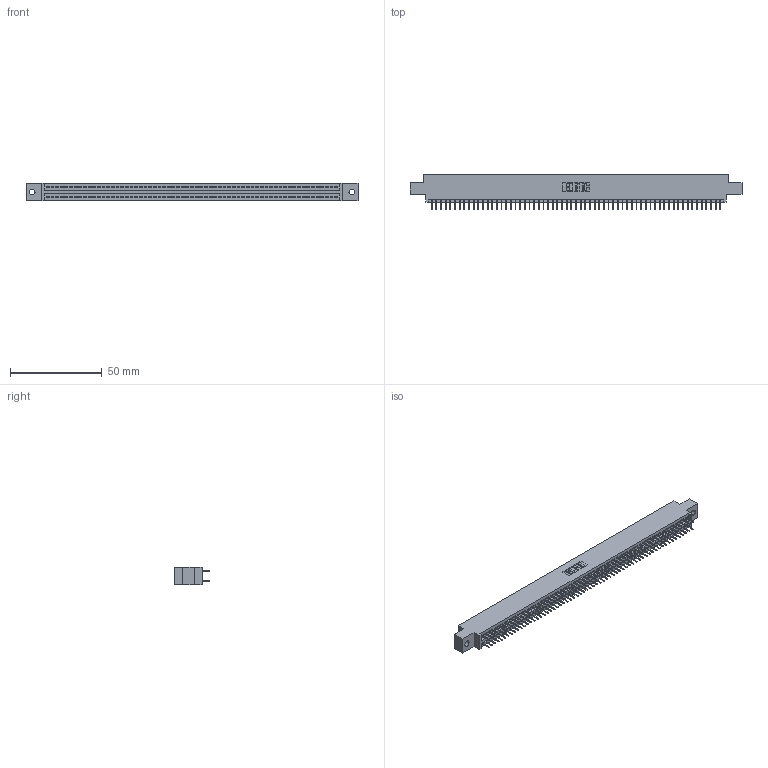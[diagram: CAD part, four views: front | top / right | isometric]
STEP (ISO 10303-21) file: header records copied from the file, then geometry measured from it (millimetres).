
FILE_DESCRIPTION (( 'STEP AP203' ), '1' );
FILE_NAME ('395-126-524-802.STEP', '2019-10-28T14:42:35', ( '' ), ( '' ), 'SwSTEP 2.0', 'SolidWorks 2016', '' );
FILE_SCHEMA (( 'CONFIG_CONTROL_DESIGN' ));
Length unit declared in the file: inch
Products named in the file (3): 345 Part_0.170 Offset - 0.128 Dia; 345-292-001_345-293-124; 395-126-524-802
Assembly tree (127 placements, depth 2):
  395-126-524-802
    345 Part_0.170 Offset - 0.128 Dia
    345-292-001_345-293-124  x126
Bounding box: 181.23 x 19.35 x 9.4 mm (x, y, z)
Volume: 17459 mm3; surface area: 25581.4 mm2
Topology: 127 solids, 127 shells, 6934 faces, 19631 edges, 12582 vertices
Faces by surface type: plane 4998, cylinder 1936
Entity records: 46813 total; most frequent: CARTESIAN_POINT 7828, ORIENTED_EDGE 7762, DIRECTION 6877, EDGE_CURVE 3881, LINE 3501, VECTOR 3501, VERTEX_POINT 2582, AXIS2_PLACEMENT_3D 1688
